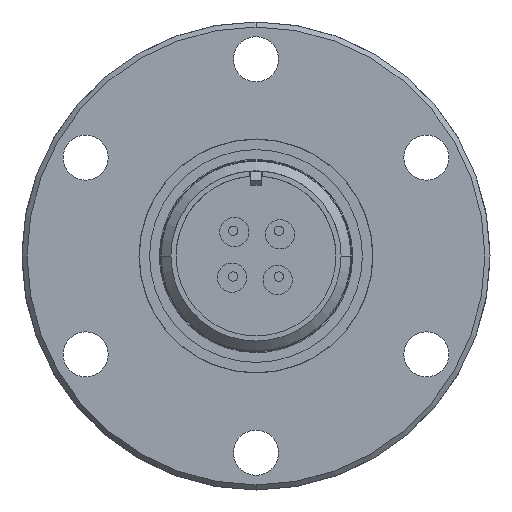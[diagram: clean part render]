
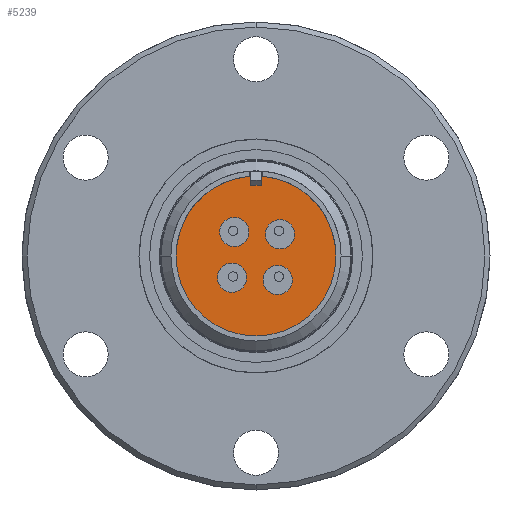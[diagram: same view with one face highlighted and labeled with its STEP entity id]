
A CAD part, front view. The second image highlights one B-rep face of the part: STEP entity #5239.
In plain terms, the highlighted planar face has unit normal (0, -1, 0).
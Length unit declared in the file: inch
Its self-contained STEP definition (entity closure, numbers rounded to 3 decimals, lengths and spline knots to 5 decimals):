
#539 = CIRCLE ( 'NONE', #10916, 0.4785 ) ;
#704 = CIRCLE ( 'NONE', #10908, 0.08575 ) ;
#2827 = EDGE_LOOP ( 'NONE', ( #6786, #7093 ) ) ;
#3878 = EDGE_LOOP ( 'NONE', ( #6922, #6892 ) ) ;
#3958 = EDGE_LOOP ( 'NONE', ( #7146, #6925 ) ) ;
#3998 = EDGE_LOOP ( 'NONE', ( #7221, #6923 ) ) ;
#4005 = EDGE_LOOP ( 'NONE', ( #7153, #7207 ) ) ;
#5088 = EDGE_CURVE ( 'NONE', #7029, #6641, #12005, .T. ) ;
#5092 = EDGE_CURVE ( 'NONE', #7008, #6992, #12034, .T. ) ;
#5097 = EDGE_CURVE ( 'NONE', #6859, #6631, #12015, .T. ) ;
#5112 = EDGE_CURVE ( 'NONE', #6751, #6652, #12149, .T. ) ;
#5163 = EDGE_CURVE ( 'NONE', #6949, #6950, #10859, .T. ) ;
#5239 = ADVANCED_FACE ( 'NONE', ( #12083, #12094, #12090, #12087, #12092 ), #7505, .F. ) ;
#6118 = EDGE_CURVE ( 'NONE', #6652, #6751, #539, .T. ) ;
#6121 = EDGE_CURVE ( 'NONE', #6631, #6859, #704, .T. ) ;
#6167 = EDGE_CURVE ( 'NONE', #6641, #7029, #11893, .T. ) ;
#6170 = EDGE_CURVE ( 'NONE', #6992, #7008, #11890, .T. ) ;
#6207 = EDGE_CURVE ( 'NONE', #6950, #6949, #11847, .T. ) ;
#6631 = VERTEX_POINT ( 'NONE', #9289 ) ;
#6641 = VERTEX_POINT ( 'NONE', #9298 ) ;
#6652 = VERTEX_POINT ( 'NONE', #9307 ) ;
#6751 = VERTEX_POINT ( 'NONE', #9398 ) ;
#6786 = ORIENTED_EDGE ( 'NONE', *, *, #5088, .F. ) ;
#6859 = VERTEX_POINT ( 'NONE', #9489 ) ;
#6892 = ORIENTED_EDGE ( 'NONE', *, *, #6170, .F. ) ;
#6922 = ORIENTED_EDGE ( 'NONE', *, *, #5092, .F. ) ;
#6923 = ORIENTED_EDGE ( 'NONE', *, *, #6207, .F. ) ;
#6925 = ORIENTED_EDGE ( 'NONE', *, *, #6121, .F. ) ;
#6949 = VERTEX_POINT ( 'NONE', #9541 ) ;
#6950 = VERTEX_POINT ( 'NONE', #9537 ) ;
#6992 = VERTEX_POINT ( 'NONE', #7830 ) ;
#7008 = VERTEX_POINT ( 'NONE', #7842 ) ;
#7029 = VERTEX_POINT ( 'NONE', #7859 ) ;
#7093 = ORIENTED_EDGE ( 'NONE', *, *, #6167, .F. ) ;
#7146 = ORIENTED_EDGE ( 'NONE', *, *, #5097, .F. ) ;
#7153 = ORIENTED_EDGE ( 'NONE', *, *, #6118, .F. ) ;
#7207 = ORIENTED_EDGE ( 'NONE', *, *, #5112, .F. ) ;
#7221 = ORIENTED_EDGE ( 'NONE', *, *, #5163, .F. ) ;
#7404 = DIRECTION ( 'NONE',  ( 0., -1., 0. ) ) ;
#7420 = DIRECTION ( 'NONE',  ( -1., 0., 0. ) ) ;
#7482 = DIRECTION ( 'NONE',  ( 0., 0., -1. ) ) ;
#7492 = DIRECTION ( 'NONE',  ( 0., -1., 0. ) ) ;
#7505 = PLANE ( 'NONE',  #11125 ) ;
#7539 = DIRECTION ( 'NONE',  ( 0., 0., -1. ) ) ;
#7543 = CARTESIAN_POINT ( 'NONE',  ( 0.12723, -2.21612, -0.14112 ) ) ;
#7549 = CARTESIAN_POINT ( 'NONE',  ( 0., -2.21612, 0. ) ) ;
#7563 = DIRECTION ( 'NONE',  ( 0., 1., 0. ) ) ;
#7579 = DIRECTION ( 'NONE',  ( 0., 1., 0. ) ) ;
#7656 = DIRECTION ( 'NONE',  ( 1., 0., 0. ) ) ;
#7661 = CARTESIAN_POINT ( 'NONE',  ( -0.14112, -2.21612, -0.12723 ) ) ;
#7735 = DIRECTION ( 'NONE',  ( 0., -1., 0. ) ) ;
#7800 = DIRECTION ( 'NONE',  ( 0., 0., -1. ) ) ;
#7802 = CARTESIAN_POINT ( 'NONE',  ( 0., -2.21612, 0. ) ) ;
#7830 = CARTESIAN_POINT ( 'NONE',  ( 0.12723, -2.21612, -0.05537 ) ) ;
#7842 = CARTESIAN_POINT ( 'NONE',  ( 0.12723, -2.21612, -0.22687 ) ) ;
#7859 = CARTESIAN_POINT ( 'NONE',  ( 0.14112, -2.21612, 0.04148 ) ) ;
#8009 = DIRECTION ( 'NONE',  ( 0., 0., -1. ) ) ;
#8038 = CARTESIAN_POINT ( 'NONE',  ( 0.14112, -2.21612, 0.12723 ) ) ;
#8081 = CARTESIAN_POINT ( 'NONE',  ( -0.12723, -2.21612, 0.14112 ) ) ;
#8087 = DIRECTION ( 'NONE',  ( 0., -1., 0. ) ) ;
#8918 = CARTESIAN_POINT ( 'NONE',  ( 0., -2.21612, 0. ) ) ;
#8919 = DIRECTION ( 'NONE',  ( 0., 1., 0. ) ) ;
#8920 = DIRECTION ( 'NONE',  ( -1., 0., 0. ) ) ;
#8927 = CARTESIAN_POINT ( 'NONE',  ( -0.14112, -2.21612, -0.12723 ) ) ;
#8928 = DIRECTION ( 'NONE',  ( 0., -1., 0. ) ) ;
#8929 = DIRECTION ( 'NONE',  ( 0., 0., -1. ) ) ;
#9060 = CARTESIAN_POINT ( 'NONE',  ( 0.14112, -2.21612, 0.12723 ) ) ;
#9061 = DIRECTION ( 'NONE',  ( 0., -1., 0. ) ) ;
#9062 = DIRECTION ( 'NONE',  ( 0., 0., -1. ) ) ;
#9069 = CARTESIAN_POINT ( 'NONE',  ( 0.12723, -2.21612, -0.14112 ) ) ;
#9070 = DIRECTION ( 'NONE',  ( 0., -1., 0. ) ) ;
#9071 = DIRECTION ( 'NONE',  ( 0., 0., -1. ) ) ;
#9274 = CARTESIAN_POINT ( 'NONE',  ( -0.12723, -2.21612, 0.14112 ) ) ;
#9275 = DIRECTION ( 'NONE',  ( 0., -1., 0. ) ) ;
#9276 = DIRECTION ( 'NONE',  ( 0., 0., -1. ) ) ;
#9289 = CARTESIAN_POINT ( 'NONE',  ( -0.14112, -2.21612, -0.04148 ) ) ;
#9298 = CARTESIAN_POINT ( 'NONE',  ( 0.14112, -2.21612, 0.21298 ) ) ;
#9307 = CARTESIAN_POINT ( 'NONE',  ( -0.4785, -2.21612, 0. ) ) ;
#9398 = CARTESIAN_POINT ( 'NONE',  ( 0.4785, -2.21612, 0. ) ) ;
#9489 = CARTESIAN_POINT ( 'NONE',  ( -0.14112, -2.21612, -0.21298 ) ) ;
#9537 = CARTESIAN_POINT ( 'NONE',  ( -0.12723, -2.21612, 0.22687 ) ) ;
#9541 = CARTESIAN_POINT ( 'NONE',  ( -0.12723, -2.21612, 0.05537 ) ) ;
#10775 = AXIS2_PLACEMENT_3D ( 'NONE', #9274, #9275, #9276 ) ;
#10833 = AXIS2_PLACEMENT_3D ( 'NONE', #9069, #9070, #9071 ) ;
#10839 = AXIS2_PLACEMENT_3D ( 'NONE', #9060, #9061, #9062 ) ;
#10859 = CIRCLE ( 'NONE', #11162, 0.08575 ) ;
#10908 = AXIS2_PLACEMENT_3D ( 'NONE', #8927, #8928, #8929 ) ;
#10916 = AXIS2_PLACEMENT_3D ( 'NONE', #8918, #8919, #8920 ) ;
#11125 = AXIS2_PLACEMENT_3D ( 'NONE', #7802, #7563, #7656 ) ;
#11162 = AXIS2_PLACEMENT_3D ( 'NONE', #8081, #8087, #7482 ) ;
#11187 = AXIS2_PLACEMENT_3D ( 'NONE', #7549, #7579, #7420 ) ;
#11194 = AXIS2_PLACEMENT_3D ( 'NONE', #7661, #7492, #8009 ) ;
#11197 = AXIS2_PLACEMENT_3D ( 'NONE', #7543, #7735, #7539 ) ;
#11199 = AXIS2_PLACEMENT_3D ( 'NONE', #8038, #7404, #7800 ) ;
#11847 = CIRCLE ( 'NONE', #10775, 0.08575 ) ;
#11890 = CIRCLE ( 'NONE', #10833, 0.08575 ) ;
#11893 = CIRCLE ( 'NONE', #10839, 0.08575 ) ;
#12005 = CIRCLE ( 'NONE', #11199, 0.08575 ) ;
#12015 = CIRCLE ( 'NONE', #11194, 0.08575 ) ;
#12034 = CIRCLE ( 'NONE', #11197, 0.08575 ) ;
#12083 = FACE_BOUND ( 'NONE', #3958, .T. ) ;
#12087 = FACE_BOUND ( 'NONE', #2827, .T. ) ;
#12090 = FACE_OUTER_BOUND ( 'NONE', #4005, .T. ) ;
#12092 = FACE_BOUND ( 'NONE', #3878, .T. ) ;
#12094 = FACE_BOUND ( 'NONE', #3998, .T. ) ;
#12149 = CIRCLE ( 'NONE', #11187, 0.4785 ) ;
